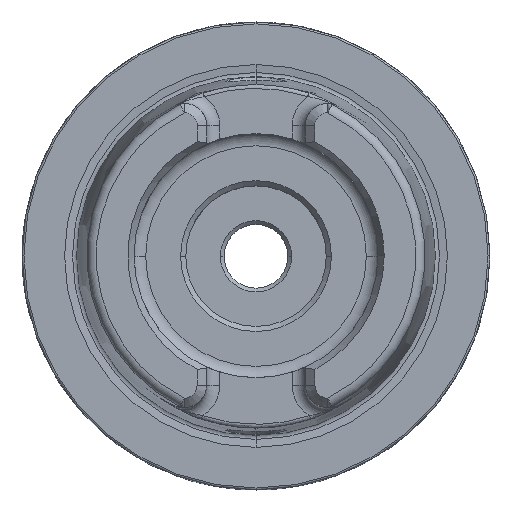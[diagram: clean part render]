
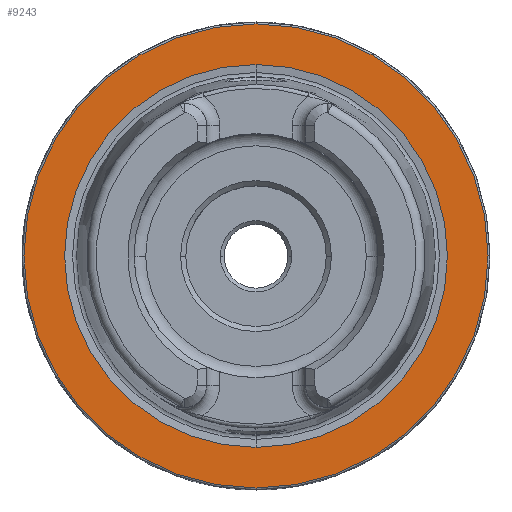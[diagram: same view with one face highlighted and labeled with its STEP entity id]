
A CAD part, top view. The second image highlights one B-rep face of the part: STEP entity #9243.
In plain terms, the highlighted planar face has unit normal (0, 0, 1).
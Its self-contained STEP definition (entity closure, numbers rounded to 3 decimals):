
#805 = CARTESIAN_POINT ( 'NONE',  ( 0., 0., 0. ) ) ;
#881 = CIRCLE ( 'NONE', #11264, 20.434 ) ;
#889 = AXIS2_PLACEMENT_3D ( 'NONE', #1865, #11638, #3278 ) ;
#1251 = VERTEX_POINT ( 'NONE', #14165 ) ;
#1402 = CARTESIAN_POINT ( 'NONE',  ( 0., 0., 0. ) ) ;
#1404 = DIRECTION ( 'NONE',  ( 0., 1., 0. ) ) ;
#1439 = PLANE ( 'NONE',  #6383 ) ;
#1553 = CARTESIAN_POINT ( 'NONE',  ( 0., 24.975, 0. ) ) ;
#1685 = ORIENTED_EDGE ( 'NONE', *, *, #12922, .T. ) ;
#1865 = CARTESIAN_POINT ( 'NONE',  ( 0., 0., 0. ) ) ;
#2215 = DIRECTION ( 'NONE',  ( 0., -1., 0. ) ) ;
#2819 = DIRECTION ( 'NONE',  ( 0., 1., 0. ) ) ;
#2974 = DIRECTION ( 'NONE',  ( 0., -1., 0. ) ) ;
#3278 = DIRECTION ( 'NONE',  ( 0., -1., 0. ) ) ;
#3407 = CIRCLE ( 'NONE', #5841, 24.775 ) ;
#3410 = CARTESIAN_POINT ( 'NONE',  ( 0., -20.434, 0. ) ) ;
#4304 = DIRECTION ( 'NONE',  ( 0., 0., -1. ) ) ;
#4570 = EDGE_CURVE ( 'NONE', #12557, #17578, #881, .T. ) ;
#4910 = CIRCLE ( 'NONE', #889, 24.775 ) ;
#5841 = AXIS2_PLACEMENT_3D ( 'NONE', #805, #10570, #2215 ) ;
#6086 = ORIENTED_EDGE ( 'NONE', *, *, #9595, .T. ) ;
#6383 = AXIS2_PLACEMENT_3D ( 'NONE', #1553, #11337, #2974 ) ;
#6498 = CIRCLE ( 'NONE', #13429, 20.434 ) ;
#8137 = ORIENTED_EDGE ( 'NONE', *, *, #4570, .T. ) ;
#9042 = EDGE_LOOP ( 'NONE', ( #13449, #6086 ) ) ;
#9243 = ADVANCED_FACE ( 'NONE', ( #18053, #9727 ), #1439, .T. ) ;
#9561 = VERTEX_POINT ( 'NONE', #14346 ) ;
#9595 = EDGE_CURVE ( 'NONE', #1251, #9561, #4910, .T. ) ;
#9727 = FACE_BOUND ( 'NONE', #17865, .T. ) ;
#10570 = DIRECTION ( 'NONE',  ( 0., 0., 1. ) ) ;
#11177 = DIRECTION ( 'NONE',  ( 0., 0., -1. ) ) ;
#11264 = AXIS2_PLACEMENT_3D ( 'NONE', #1402, #11177, #2819 ) ;
#11337 = DIRECTION ( 'NONE',  ( 0., 0., 1. ) ) ;
#11638 = DIRECTION ( 'NONE',  ( 0., 0., 1. ) ) ;
#12557 = VERTEX_POINT ( 'NONE', #17672 ) ;
#12651 = CARTESIAN_POINT ( 'NONE',  ( 0., 0., 0. ) ) ;
#12922 = EDGE_CURVE ( 'NONE', #17578, #12557, #6498, .T. ) ;
#13429 = AXIS2_PLACEMENT_3D ( 'NONE', #12651, #4304, #1404 ) ;
#13449 = ORIENTED_EDGE ( 'NONE', *, *, #15870, .T. ) ;
#14165 = CARTESIAN_POINT ( 'NONE',  ( 0., 24.775, 0. ) ) ;
#14346 = CARTESIAN_POINT ( 'NONE',  ( 0., -24.775, 0. ) ) ;
#15870 = EDGE_CURVE ( 'NONE', #9561, #1251, #3407, .T. ) ;
#17578 = VERTEX_POINT ( 'NONE', #3410 ) ;
#17672 = CARTESIAN_POINT ( 'NONE',  ( 0., 20.434, 0. ) ) ;
#17865 = EDGE_LOOP ( 'NONE', ( #1685, #8137 ) ) ;
#18053 = FACE_OUTER_BOUND ( 'NONE', #9042, .T. ) ;
